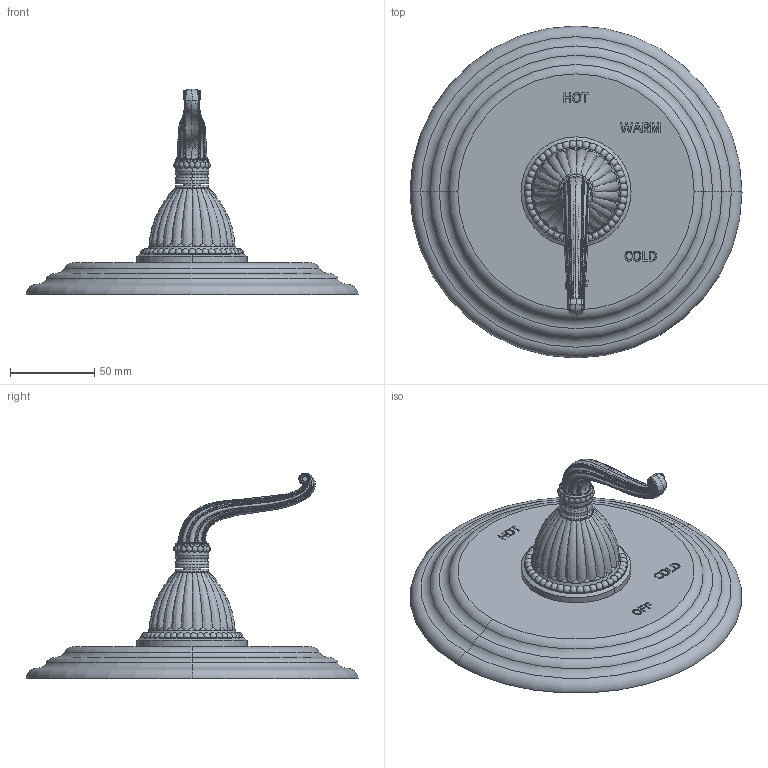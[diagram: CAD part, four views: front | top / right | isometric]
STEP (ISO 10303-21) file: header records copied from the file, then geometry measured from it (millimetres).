
FILE_DESCRIPTION((''),'2;1');
FILE_NAME('4-1094BP','2021-06-02T15:11:51',('jinson.thomas'),(''),'CREO PARAMETRIC BY PTC INC, 2018400','CREO PARAMETRIC BY PTC INC, 2018400','');
FILE_SCHEMA(('CONFIG_CONTROL_DESIGN'));
Length unit declared in the file: inch
Products named in the file (1): 4-1094BP
Bounding box: 196.85 x 196.85 x 122.08 mm (x, y, z)
Volume: 541862.2 mm3; surface area: 78857.9 mm2
Topology: 1 solids, 1 shells, 3321 faces, 9633 edges, 6298 vertices
Faces by surface type: bspline 1535, cylinder 1100, plane 452, sphere 90, extrusion 80, torus 30, revolution 30, cone 4
Entity records: 168701 total; most frequent: CARTESIAN_POINT 99688, ORIENTED_EDGE 19076, EDGE_CURVE 9538, B_SPLINE_CURVE_WITH_KNOTS 7170, DIRECTION 6930, VERTEX_POINT 6297, EDGE_LOOP 3399, FACE_OUTER_BOUND 3321
